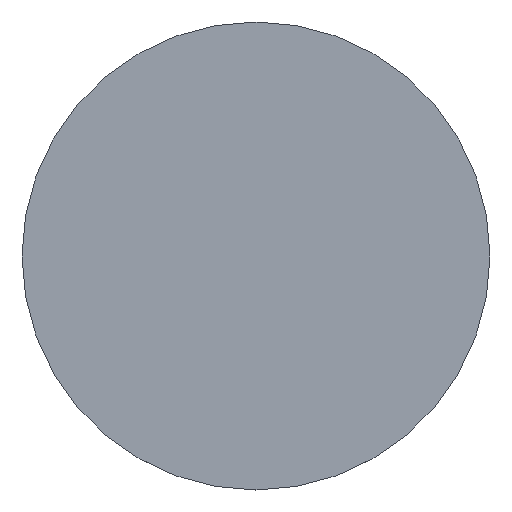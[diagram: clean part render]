
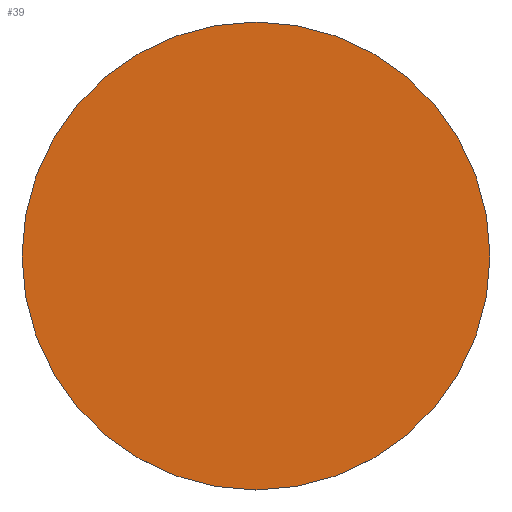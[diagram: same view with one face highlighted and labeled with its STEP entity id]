
A CAD part, top view. The second image highlights one B-rep face of the part: STEP entity #39.
In plain terms, the highlighted face is planar.
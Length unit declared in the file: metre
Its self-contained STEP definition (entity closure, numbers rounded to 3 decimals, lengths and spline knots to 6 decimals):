
#17=PLANE('',#59);
#21=ORIENTED_EDGE('',*,*,#23,.F.);
#23=EDGE_CURVE('',#25,#25,#27,.T.);
#25=VERTEX_POINT('',#80);
#27=CIRCLE('',#57,0.007938);
#31=EDGE_LOOP('',(#21));
#35=FACE_BOUND('',#31,.T.);
#39=ADVANCED_FACE('',(#35),#17,.F.);
#57=AXIS2_PLACEMENT_3D('',#79,#67,#68);
#59=AXIS2_PLACEMENT_3D('',#82,#71,#72);
#67=DIRECTION('',(0.,0.,1.));
#68=DIRECTION('',(0.,-1.,0.));
#71=DIRECTION('',(0.,0.,1.));
#72=DIRECTION('',(1.,0.,0.));
#79=CARTESIAN_POINT('',(0.,0.,0.000508));
#80=CARTESIAN_POINT('',(0.,-0.007938,0.000508));
#82=CARTESIAN_POINT('',(0.,0.,0.000508));
